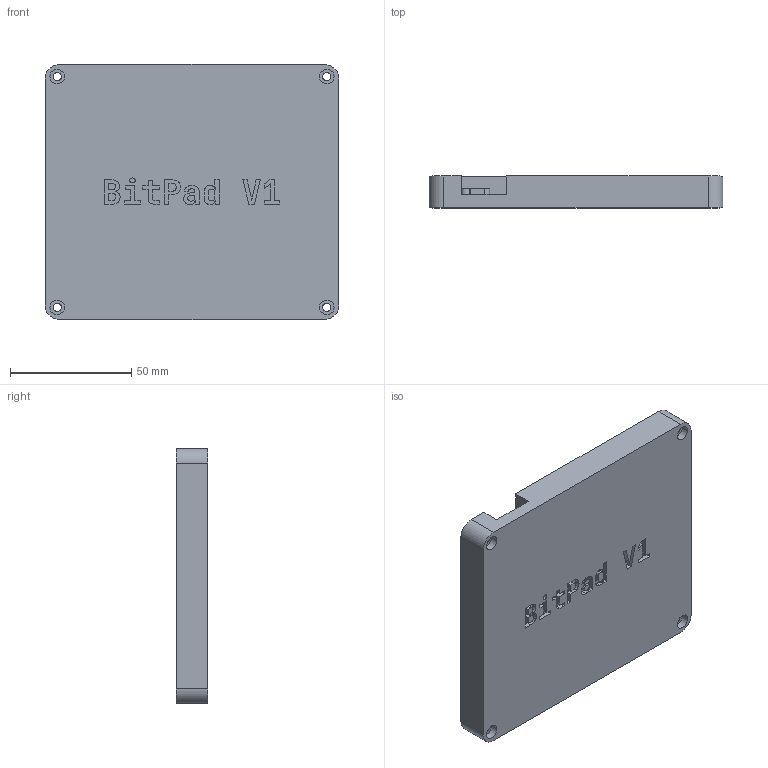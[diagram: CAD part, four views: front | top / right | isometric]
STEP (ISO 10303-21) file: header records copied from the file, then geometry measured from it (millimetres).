
FILE_DESCRIPTION(/* description */ (''),/* implementation_level */ '2;1');
FILE_NAME(/* name */ 'case.step',/* time_stamp */ '2025-12-15T22:42:04+05:30',/* author */ (''),/* organization */ (''),/* preprocessor_version */ 'ST-DEVELOPER v20.1',/* originating_system */ 'Autodesk Translation Framework v14.21.0.0',/* authorisation */ '');
FILE_SCHEMA (('AUTOMOTIVE_DESIGN { 1 0 10303 214 3 1 1 }'));
Length unit declared in the file: millimetre
Products named in the file (1): 2025-12-15-14-09-25-149
Bounding box: 121 x 13 x 105 mm (x, y, z)
Volume: 78238.2 mm3; surface area: 36792.2 mm2
Topology: 1 solids, 1 shells, 225 faces, 588 edges, 392 vertices
Faces by surface type: plane 122, bspline 79, cylinder 24
Full cylindrical faces by diameter (mm): 3.4 x12, 6 x4
Entity records: 7649 total; most frequent: CARTESIAN_POINT 2549, ORIENTED_EDGE 1176, DIRECTION 772, EDGE_CURVE 588, VERTEX_POINT 392, LINE 382, VECTOR 382, EDGE_LOOP 260
